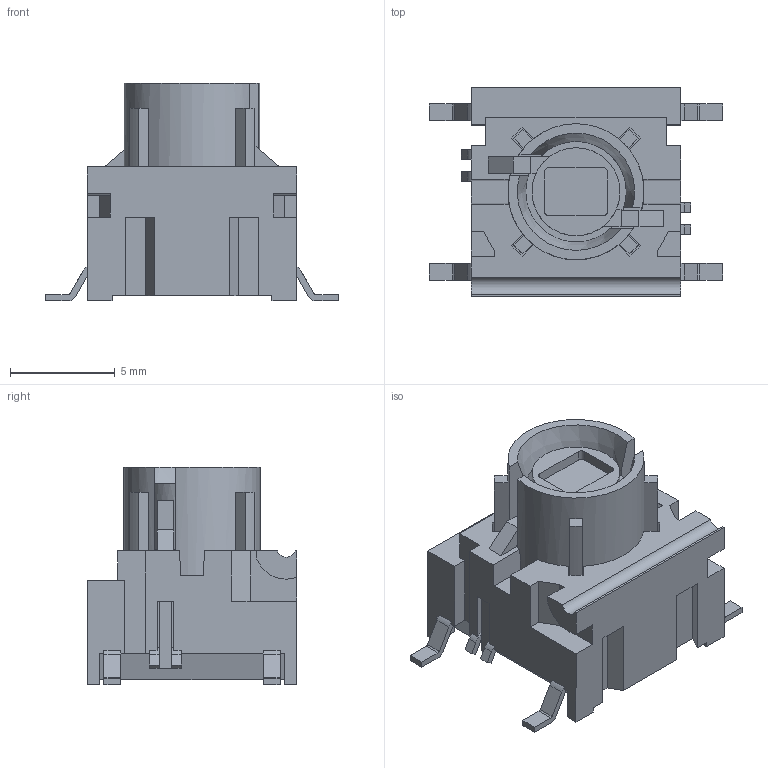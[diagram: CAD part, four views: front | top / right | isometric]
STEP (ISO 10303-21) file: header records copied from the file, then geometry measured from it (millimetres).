
FILE_DESCRIPTION((''),'2;1');
FILE_NAME('4FSH922.stp','2009-08-12T11:05:44',('FD'),(''),'Autodesk Inventor 2010','Autodesk Inventor 2010','');
FILE_SCHEMA(('AUTOMOTIVE_DESIGN { 1 0 10303 214 1 1 1 1 }'));
Length unit declared in the file: millimetre
Products named in the file (1): Part2
Bounding box: 14 x 10 x 10.4 mm (x, y, z)
Volume: 634.8 mm3; surface area: 767.6 mm2
Topology: 1 solids, 1 shells, 338 faces, 972 edges, 644 vertices
Faces by surface type: plane 243, bspline 59, cylinder 34, cone 2
Full cylindrical faces by diameter (mm): 4.2 x1
Entity records: 11367 total; most frequent: CARTESIAN_POINT 2666, ORIENTED_EDGE 1940, DIRECTION 1607, EDGE_CURVE 970, VECTOR 761, LINE 761, VERTEX_POINT 643, AXIS2_PLACEMENT_3D 423
